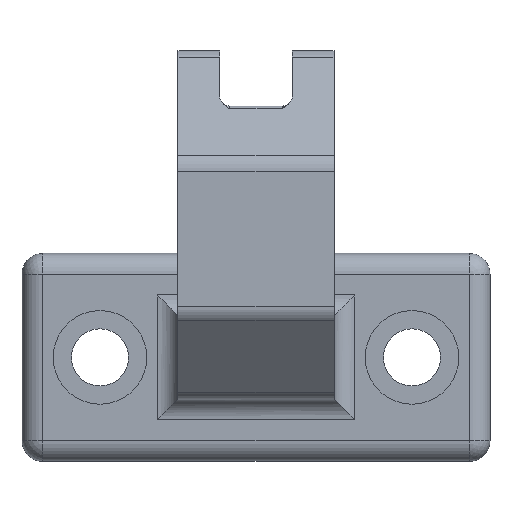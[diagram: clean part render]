
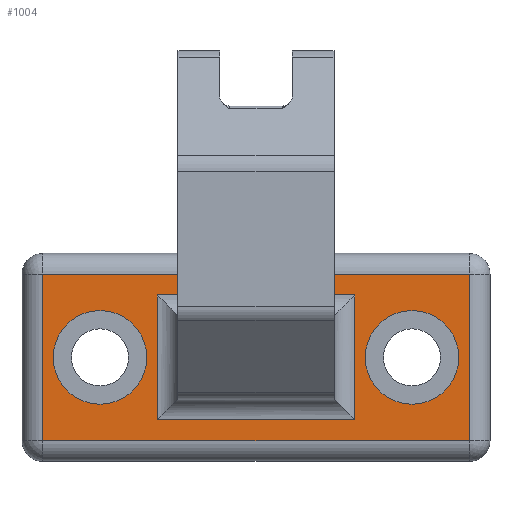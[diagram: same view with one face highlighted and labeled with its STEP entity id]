
A CAD part, front view. The second image highlights one B-rep face of the part: STEP entity #1004.
In plain terms, the highlighted planar face has unit normal (0, -1, 0).
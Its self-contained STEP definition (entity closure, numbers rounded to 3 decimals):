
#22=FACE_BOUND('',#344,.T.);
#23=FACE_BOUND('',#345,.T.);
#24=FACE_BOUND('',#346,.T.);
#40=PLANE('',#1115);
#107=LINE('',#1694,#187);
#108=LINE('',#1699,#188);
#109=LINE('',#1703,#189);
#110=LINE('',#1705,#190);
#111=LINE('',#1709,#191);
#112=LINE('',#1711,#192);
#113=LINE('',#1713,#193);
#114=LINE('',#1714,#194);
#187=VECTOR('',#1344,10.);
#188=VECTOR('',#1349,10.);
#189=VECTOR('',#1356,10.);
#190=VECTOR('',#1359,10.);
#191=VECTOR('',#1362,10.);
#192=VECTOR('',#1363,10.);
#193=VECTOR('',#1364,10.);
#194=VECTOR('',#1365,10.);
#279=FACE_OUTER_BOUND('',#343,.T.);
#343=EDGE_LOOP('',(#840,#841,#842,#843));
#344=EDGE_LOOP('',(#844));
#345=EDGE_LOOP('',(#845));
#346=EDGE_LOOP('',(#846,#847,#848,#849));
#416=CIRCLE('',#1116,4.5);
#417=CIRCLE('',#1117,4.5);
#499=VERTEX_POINT('',#1691);
#500=VERTEX_POINT('',#1693);
#501=VERTEX_POINT('',#1697);
#502=VERTEX_POINT('',#1698);
#503=VERTEX_POINT('',#1707);
#504=VERTEX_POINT('',#1708);
#505=VERTEX_POINT('',#1710);
#506=VERTEX_POINT('',#1712);
#507=VERTEX_POINT('',#1715);
#508=VERTEX_POINT('',#1717);
#619=EDGE_CURVE('',#499,#500,#107,.T.);
#621=EDGE_CURVE('',#501,#502,#108,.T.);
#624=EDGE_CURVE('',#502,#499,#109,.T.);
#625=EDGE_CURVE('',#500,#501,#110,.T.);
#626=EDGE_CURVE('',#503,#504,#111,.T.);
#627=EDGE_CURVE('',#505,#503,#112,.T.);
#628=EDGE_CURVE('',#506,#505,#113,.T.);
#629=EDGE_CURVE('',#504,#506,#114,.T.);
#630=EDGE_CURVE('',#507,#507,#416,.T.);
#631=EDGE_CURVE('',#508,#508,#417,.T.);
#840=ORIENTED_EDGE('',*,*,#626,.F.);
#841=ORIENTED_EDGE('',*,*,#627,.F.);
#842=ORIENTED_EDGE('',*,*,#628,.F.);
#843=ORIENTED_EDGE('',*,*,#629,.F.);
#844=ORIENTED_EDGE('',*,*,#630,.T.);
#845=ORIENTED_EDGE('',*,*,#631,.T.);
#846=ORIENTED_EDGE('',*,*,#621,.F.);
#847=ORIENTED_EDGE('',*,*,#625,.F.);
#848=ORIENTED_EDGE('',*,*,#619,.F.);
#849=ORIENTED_EDGE('',*,*,#624,.F.);
#1004=ADVANCED_FACE('',(#279,#22,#23,#24),#40,.T.);
#1115=AXIS2_PLACEMENT_3D('',#1706,#1360,#1361);
#1116=AXIS2_PLACEMENT_3D('',#1716,#1366,#1367);
#1117=AXIS2_PLACEMENT_3D('',#1718,#1368,#1369);
#1344=DIRECTION('',(-1.,0.,0.));
#1349=DIRECTION('',(1.,0.,0.));
#1356=DIRECTION('',(0.,0.,1.));
#1359=DIRECTION('',(0.,0.,-1.));
#1360=DIRECTION('center_axis',(0.,-1.,0.));
#1361=DIRECTION('ref_axis',(0.,0.,1.));
#1362=DIRECTION('',(1.,0.,0.));
#1363=DIRECTION('',(0.,0.,1.));
#1364=DIRECTION('',(-1.,0.,0.));
#1365=DIRECTION('',(0.,0.,-1.));
#1366=DIRECTION('center_axis',(0.,1.,0.));
#1367=DIRECTION('ref_axis',(1.,0.,0.));
#1368=DIRECTION('center_axis',(0.,1.,0.));
#1369=DIRECTION('ref_axis',(1.,0.,0.));
#1691=CARTESIAN_POINT('',(13.,-14.,-29.));
#1693=CARTESIAN_POINT('',(-6.,-14.,-29.));
#1694=CARTESIAN_POINT('',(0.,-14.,-29.));
#1697=CARTESIAN_POINT('',(-6.,-14.,-41.));
#1698=CARTESIAN_POINT('',(13.,-14.,-41.));
#1699=CARTESIAN_POINT('',(0.,-14.,-41.));
#1703=CARTESIAN_POINT('',(13.,-14.,-35.125));
#1705=CARTESIAN_POINT('',(-6.,-14.,-35.125));
#1706=CARTESIAN_POINT('Origin',(0.,-14.,-45.));
#1707=CARTESIAN_POINT('',(-17.,-14.,-27.));
#1708=CARTESIAN_POINT('',(24.,-14.,-27.));
#1709=CARTESIAN_POINT('',(0.,-14.,-27.));
#1710=CARTESIAN_POINT('',(-17.,-14.,-43.));
#1711=CARTESIAN_POINT('',(-17.,-14.,-40.));
#1712=CARTESIAN_POINT('',(24.,-14.,-43.));
#1713=CARTESIAN_POINT('',(0.,-14.,-43.));
#1714=CARTESIAN_POINT('',(24.,-14.,-40.));
#1715=CARTESIAN_POINT('',(-16.,-14.,-35.));
#1716=CARTESIAN_POINT('Origin',(-11.5,-14.,-35.));
#1717=CARTESIAN_POINT('',(14.,-14.,-35.));
#1718=CARTESIAN_POINT('Origin',(18.5,-14.,-35.));
